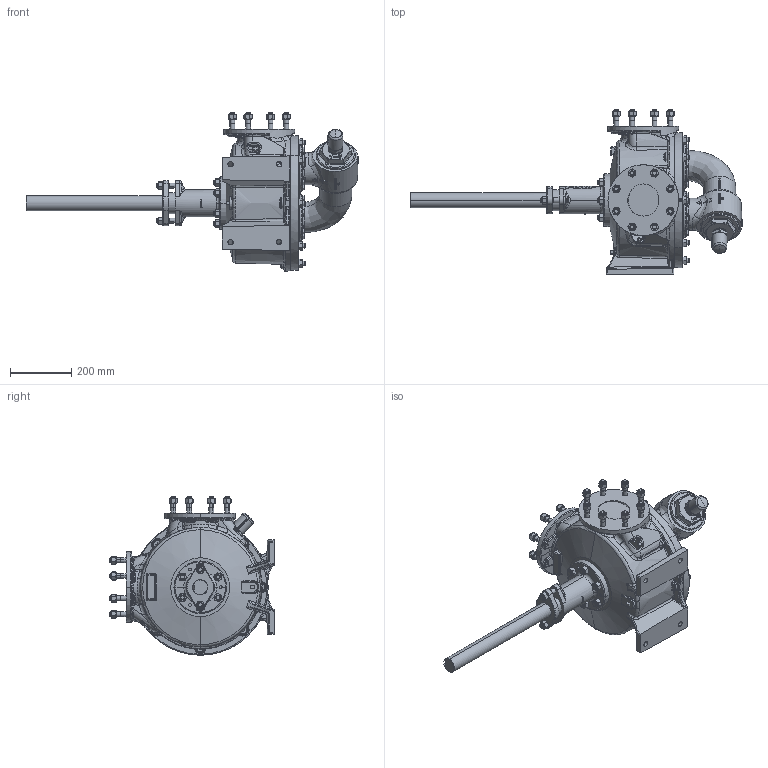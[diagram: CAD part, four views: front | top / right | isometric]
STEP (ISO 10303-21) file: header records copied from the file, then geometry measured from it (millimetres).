
FILE_DESCRIPTION (( 'STEP AP214' ), '1' );
FILE_NAME ('M32.STEP', '2016-12-20T13:42:41', ( '' ), ( '' ), 'SwSTEP 2.0', 'SolidWorks 2016', '' );
FILE_SCHEMA (( 'AUTOMOTIVE_DESIGN' ));
Length unit declared in the file: inch
Products named in the file (2): M32
Bounding box: 1083.22 x 536.45 x 517.08 mm (x, y, z)
Volume: 40009388.4 mm3; surface area: 1263750.5 mm2
Topology: 1 solids, 1 shells, 3492 faces, 8528 edges, 5175 vertices
Faces by surface type: plane 1010, bspline 970, cone 710, cylinder 516, torus 199, sphere 87
Entity records: 209800 total; most frequent: CARTESIAN_POINT 117460, ORIENTED_EDGE 16868, DIRECTION 12287, EDGE_CURVE 8434, VERTEX_POINT 5167, AXIS2_PLACEMENT_3D 5094, EDGE_LOOP 3741, ADVANCED_FACE 3492
